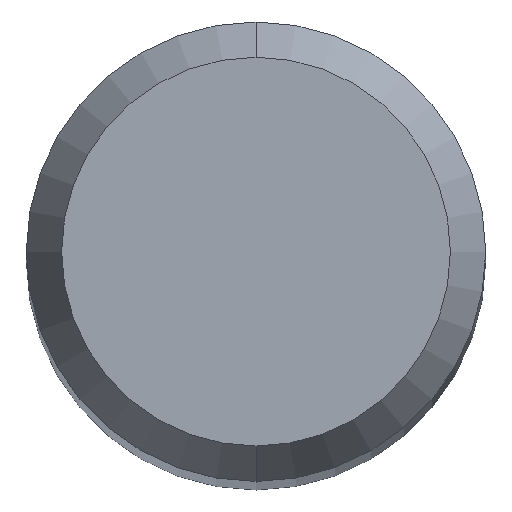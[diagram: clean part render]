
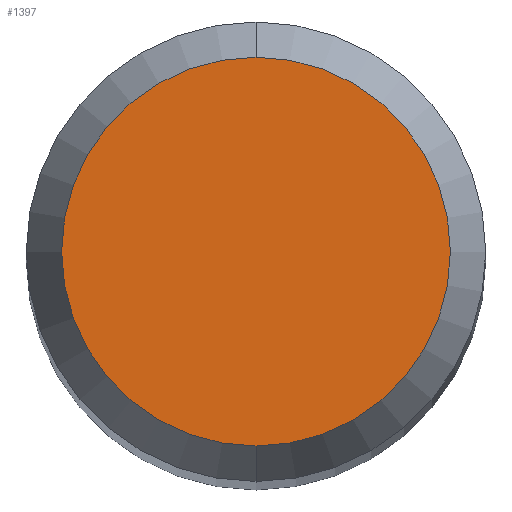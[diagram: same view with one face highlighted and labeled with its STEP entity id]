
A CAD part, top view. The second image highlights one B-rep face of the part: STEP entity #1397.
In plain terms, the highlighted planar face has unit normal (0, 0, 1).
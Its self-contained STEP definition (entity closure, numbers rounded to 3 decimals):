
#615=VERTEX_POINT('',#1589);
#731=VERTEX_POINT('',#1720);
#897=EDGE_CURVE('',#615,#731,#1898,.T.);
#1095=EDGE_CURVE('',#731,#615,#2116,.T.);
#1397=ADVANCED_FACE('',(#2438),#2439,.T.);
#1589=CARTESIAN_POINT('',(0.,-2.538,0.0));
#1720=CARTESIAN_POINT('',(0.0,2.538,0.0));
#1898=CIRCLE('',#6671,2.538);
#2116=CIRCLE('',#8968,2.538);
#2438=FACE_OUTER_BOUND('',#10243,.T.);
#2439=PLANE('',#10244);
#6671=AXIS2_PLACEMENT_3D('',#11207,#11208,#11209);
#8968=AXIS2_PLACEMENT_3D('',#11437,#11438,#11439);
#10243=EDGE_LOOP('',(#11714,#11715));
#10244=AXIS2_PLACEMENT_3D('',#11716,#11717,#11718);
#11207=CARTESIAN_POINT('',(0.0,0.0,0.0));
#11208=DIRECTION('',(0.0,0.0,-1.0));
#11209=DIRECTION('',(0.0,1.0,0.0));
#11437=CARTESIAN_POINT('',(0.0,0.0,0.0));
#11438=DIRECTION('',(0.0,0.0,-1.0));
#11439=DIRECTION('',(0.0,1.0,0.0));
#11714=ORIENTED_EDGE('',*,*,#1095,.F.);
#11715=ORIENTED_EDGE('',*,*,#897,.F.);
#11716=CARTESIAN_POINT('',(0.0,1.269,0.0));
#11717=DIRECTION('',(-0.0,0.0,1.0));
#11718=DIRECTION('',(0.0,-1.0,0.0));
